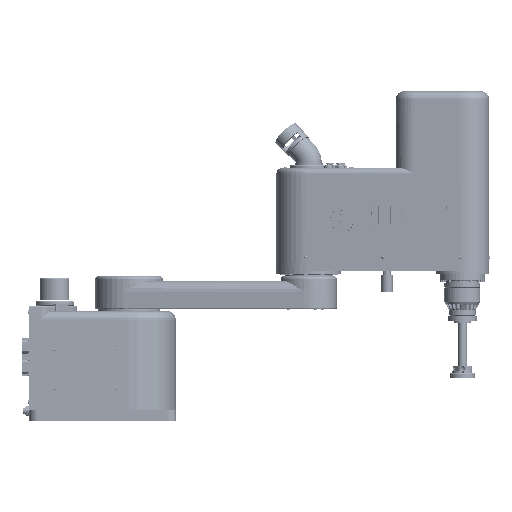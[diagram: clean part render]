
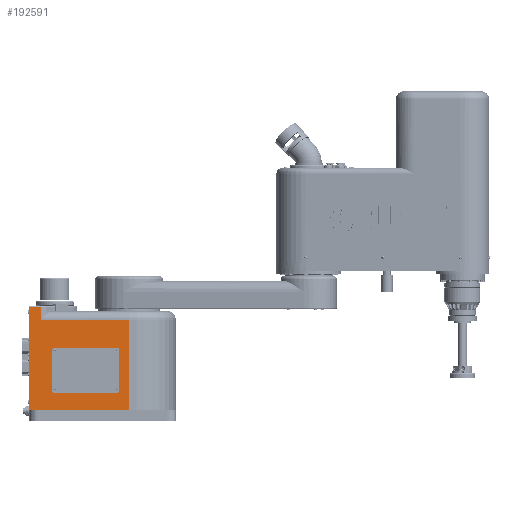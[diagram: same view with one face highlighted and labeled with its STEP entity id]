
A CAD part, front view. The second image highlights one B-rep face of the part: STEP entity #192591.
In plain terms, the highlighted planar face has unit normal (0, -1, 0).
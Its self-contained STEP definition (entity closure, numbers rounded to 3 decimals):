
#40 = DIRECTION ( 'NONE',  ( -1., 0., 0. ) ) ;
#757 = EDGE_CURVE ( 'NONE', #26748, #192047, #161119, .T. ) ;
#2810 = LINE ( 'NONE', #124303, #169116 ) ;
#5584 = AXIS2_PLACEMENT_3D ( 'NONE', #113184, #66735, #113870 ) ;
#5838 = DIRECTION ( 'NONE',  ( 0., -1., 0. ) ) ;
#9208 = ORIENTED_EDGE ( 'NONE', *, *, #178362, .T. ) ;
#10178 = ORIENTED_EDGE ( 'NONE', *, *, #17002, .F. ) ;
#11765 = VERTEX_POINT ( 'NONE', #134889 ) ;
#11994 = ORIENTED_EDGE ( 'NONE', *, *, #107075, .F. ) ;
#12209 = FACE_OUTER_BOUND ( 'NONE', #31278, .T. ) ;
#17002 = EDGE_CURVE ( 'NONE', #211237, #211083, #162770, .T. ) ;
#22028 = ORIENTED_EDGE ( 'NONE', *, *, #56826, .F. ) ;
#22457 = CARTESIAN_POINT ( 'NONE',  ( -83., -83., 20. ) ) ;
#24751 = CARTESIAN_POINT ( 'NONE',  ( -83., -83., 180. ) ) ;
#26748 = VERTEX_POINT ( 'NONE', #34945 ) ;
#27844 = DIRECTION ( 'NONE',  ( 0., 0., 1. ) ) ;
#29899 = VERTEX_POINT ( 'NONE', #144890 ) ;
#30957 = CARTESIAN_POINT ( 'NONE',  ( -215., -83., 130. ) ) ;
#31278 = EDGE_LOOP ( 'NONE', ( #198243, #143449, #11994, #178810, #204696, #9208 ) ) ;
#31356 = LINE ( 'NONE', #187999, #64659 ) ;
#32608 = EDGE_CURVE ( 'NONE', #170111, #68250, #150012, .T. ) ;
#34945 = CARTESIAN_POINT ( 'NONE',  ( -100., -83., 125. ) ) ;
#37463 = CARTESIAN_POINT ( 'NONE',  ( -105., -83., 50. ) ) ;
#41436 = EDGE_CURVE ( 'NONE', #211083, #209415, #87353, .T. ) ;
#42437 = CARTESIAN_POINT ( 'NONE',  ( -215., -83., 125. ) ) ;
#42632 = DIRECTION ( 'NONE',  ( 0., -1., 0. ) ) ;
#46407 = EDGE_CURVE ( 'NONE', #194524, #180458, #133179, .T. ) ;
#52407 = EDGE_CURVE ( 'NONE', #91869, #194524, #165315, .T. ) ;
#52461 = VECTOR ( 'NONE', #40, 1000. ) ;
#55736 = EDGE_CURVE ( 'NONE', #99992, #29899, #101210, .T. ) ;
#56826 = EDGE_CURVE ( 'NONE', #68250, #11765, #31356, .T. ) ;
#64659 = VECTOR ( 'NONE', #157087, 1000. ) ;
#66735 = DIRECTION ( 'NONE',  ( 0., -1., 0. ) ) ;
#67127 = CARTESIAN_POINT ( 'NONE',  ( 0., -83., 202. ) ) ;
#68250 = VERTEX_POINT ( 'NONE', #151460 ) ;
#68568 = CARTESIAN_POINT ( 'NONE',  ( -215., -83., 50. ) ) ;
#69972 = CARTESIAN_POINT ( 'NONE',  ( -100., -83., 125. ) ) ;
#70511 = AXIS2_PLACEMENT_3D ( 'NONE', #103634, #5838, #136576 ) ;
#72461 = DIRECTION ( 'NONE',  ( 1., 0., 0. ) ) ;
#72941 = LINE ( 'NONE', #67127, #52461 ) ;
#76704 = CARTESIAN_POINT ( 'NONE',  ( -105., -83., 130. ) ) ;
#77213 = DIRECTION ( 'NONE',  ( 0., -1., 0. ) ) ;
#79723 = CARTESIAN_POINT ( 'NONE',  ( -260., -83., 202. ) ) ;
#80059 = CARTESIAN_POINT ( 'NONE',  ( -239.424, -83., 180. ) ) ;
#80746 = VECTOR ( 'NONE', #27844, 1000. ) ;
#82147 = VECTOR ( 'NONE', #85012, 1000. ) ;
#82781 = EDGE_CURVE ( 'NONE', #11765, #211237, #187421, .T. ) ;
#85012 = DIRECTION ( 'NONE',  ( 0., 0., 1. ) ) ;
#86108 = DIRECTION ( 'NONE',  ( -1., 0., 0. ) ) ;
#86333 = DIRECTION ( 'NONE',  ( 0., 0., 1. ) ) ;
#86372 = CARTESIAN_POINT ( 'NONE',  ( -260., -83., 195. ) ) ;
#87353 = CIRCLE ( 'NONE', #70511, 5. ) ;
#90763 = ORIENTED_EDGE ( 'NONE', *, *, #82781, .F. ) ;
#91869 = VERTEX_POINT ( 'NONE', #135034 ) ;
#99992 = VERTEX_POINT ( 'NONE', #80059 ) ;
#101210 = LINE ( 'NONE', #206689, #80746 ) ;
#102327 = EDGE_CURVE ( 'NONE', #209415, #26748, #192620, .T. ) ;
#103634 = CARTESIAN_POINT ( 'NONE',  ( -105., -83., 55. ) ) ;
#103936 = DIRECTION ( 'NONE',  ( 0., 0., 1. ) ) ;
#105970 = CARTESIAN_POINT ( 'NONE',  ( -215., -83., 50. ) ) ;
#107075 = EDGE_CURVE ( 'NONE', #91869, #208777, #125650, .T. ) ;
#108188 = DIRECTION ( 'NONE',  ( -1., 0., 0. ) ) ;
#112093 = VECTOR ( 'NONE', #86108, 1000. ) ;
#113184 = CARTESIAN_POINT ( 'NONE',  ( -105., -83., 125. ) ) ;
#113870 = DIRECTION ( 'NONE',  ( -1., 0., 0. ) ) ;
#115673 = VECTOR ( 'NONE', #86333, 1000. ) ;
#117826 = EDGE_CURVE ( 'NONE', #192047, #170111, #155556, .T. ) ;
#118593 = DIRECTION ( 'NONE',  ( 1., 0., 0. ) ) ;
#118823 = AXIS2_PLACEMENT_3D ( 'NONE', #190099, #42632, #122765 ) ;
#119207 = VECTOR ( 'NONE', #118593, 1000. ) ;
#120646 = AXIS2_PLACEMENT_3D ( 'NONE', #42437, #189896, #108188 ) ;
#121750 = VECTOR ( 'NONE', #72461, 1000. ) ;
#122765 = DIRECTION ( 'NONE',  ( -1., 0., 0. ) ) ;
#123627 = DIRECTION ( 'NONE',  ( -1., 0., 0. ) ) ;
#124303 = CARTESIAN_POINT ( 'NONE',  ( 0., -83., 180. ) ) ;
#125070 = PLANE ( 'NONE',  #126836 ) ;
#125650 = LINE ( 'NONE', #86372, #82147 ) ;
#125817 = DIRECTION ( 'NONE',  ( 1., 0., 0. ) ) ;
#126836 = AXIS2_PLACEMENT_3D ( 'NONE', #156554, #77213, #125817 ) ;
#127277 = FACE_BOUND ( 'NONE', #189306, .T. ) ;
#130768 = ORIENTED_EDGE ( 'NONE', *, *, #102327, .F. ) ;
#133179 = LINE ( 'NONE', #185656, #197291 ) ;
#134889 = CARTESIAN_POINT ( 'NONE',  ( -220., -83., 55. ) ) ;
#135034 = CARTESIAN_POINT ( 'NONE',  ( -260., -83., 20. ) ) ;
#136576 = DIRECTION ( 'NONE',  ( -1., 0., 0. ) ) ;
#140565 = CARTESIAN_POINT ( 'NONE',  ( -100., -83., 55. ) ) ;
#143449 = ORIENTED_EDGE ( 'NONE', *, *, #200075, .T. ) ;
#144864 = ORIENTED_EDGE ( 'NONE', *, *, #41436, .F. ) ;
#144890 = CARTESIAN_POINT ( 'NONE',  ( -239.424, -83., 202. ) ) ;
#147836 = ORIENTED_EDGE ( 'NONE', *, *, #757, .F. ) ;
#150012 = CIRCLE ( 'NONE', #120646, 5. ) ;
#151460 = CARTESIAN_POINT ( 'NONE',  ( -220., -83., 125. ) ) ;
#155556 = LINE ( 'NONE', #185678, #112093 ) ;
#156554 = CARTESIAN_POINT ( 'NONE',  ( 0., -83., 195. ) ) ;
#157087 = DIRECTION ( 'NONE',  ( 0., 0., -1. ) ) ;
#161119 = CIRCLE ( 'NONE', #5584, 5. ) ;
#162770 = LINE ( 'NONE', #68568, #119207 ) ;
#165315 = LINE ( 'NONE', #22457, #121750 ) ;
#169116 = VECTOR ( 'NONE', #123627, 1000. ) ;
#170111 = VERTEX_POINT ( 'NONE', #30957 ) ;
#176744 = ORIENTED_EDGE ( 'NONE', *, *, #32608, .F. ) ;
#178362 = EDGE_CURVE ( 'NONE', #180458, #99992, #2810, .T. ) ;
#178810 = ORIENTED_EDGE ( 'NONE', *, *, #52407, .T. ) ;
#180458 = VERTEX_POINT ( 'NONE', #24751 ) ;
#185656 = CARTESIAN_POINT ( 'NONE',  ( -83., -83., 195. ) ) ;
#185678 = CARTESIAN_POINT ( 'NONE',  ( -215., -83., 130. ) ) ;
#187421 = CIRCLE ( 'NONE', #118823, 5. ) ;
#187999 = CARTESIAN_POINT ( 'NONE',  ( -220., -83., 125. ) ) ;
#189306 = EDGE_LOOP ( 'NONE', ( #144864, #10178, #90763, #22028, #176744, #194289, #147836, #130768 ) ) ;
#189896 = DIRECTION ( 'NONE',  ( 0., -1., 0. ) ) ;
#190099 = CARTESIAN_POINT ( 'NONE',  ( -215., -83., 55. ) ) ;
#192047 = VERTEX_POINT ( 'NONE', #76704 ) ;
#192591 = ADVANCED_FACE ( 'NONE', ( #127277, #12209 ), #125070, .T. ) ;
#192620 = LINE ( 'NONE', #69972, #115673 ) ;
#194289 = ORIENTED_EDGE ( 'NONE', *, *, #117826, .F. ) ;
#194524 = VERTEX_POINT ( 'NONE', #207232 ) ;
#197291 = VECTOR ( 'NONE', #103936, 1000. ) ;
#198243 = ORIENTED_EDGE ( 'NONE', *, *, #55736, .T. ) ;
#200075 = EDGE_CURVE ( 'NONE', #29899, #208777, #72941, .T. ) ;
#204696 = ORIENTED_EDGE ( 'NONE', *, *, #46407, .T. ) ;
#206689 = CARTESIAN_POINT ( 'NONE',  ( -239.424, -83., 205. ) ) ;
#207232 = CARTESIAN_POINT ( 'NONE',  ( -83., -83., 20. ) ) ;
#208777 = VERTEX_POINT ( 'NONE', #79723 ) ;
#209415 = VERTEX_POINT ( 'NONE', #140565 ) ;
#211083 = VERTEX_POINT ( 'NONE', #37463 ) ;
#211237 = VERTEX_POINT ( 'NONE', #105970 ) ;
